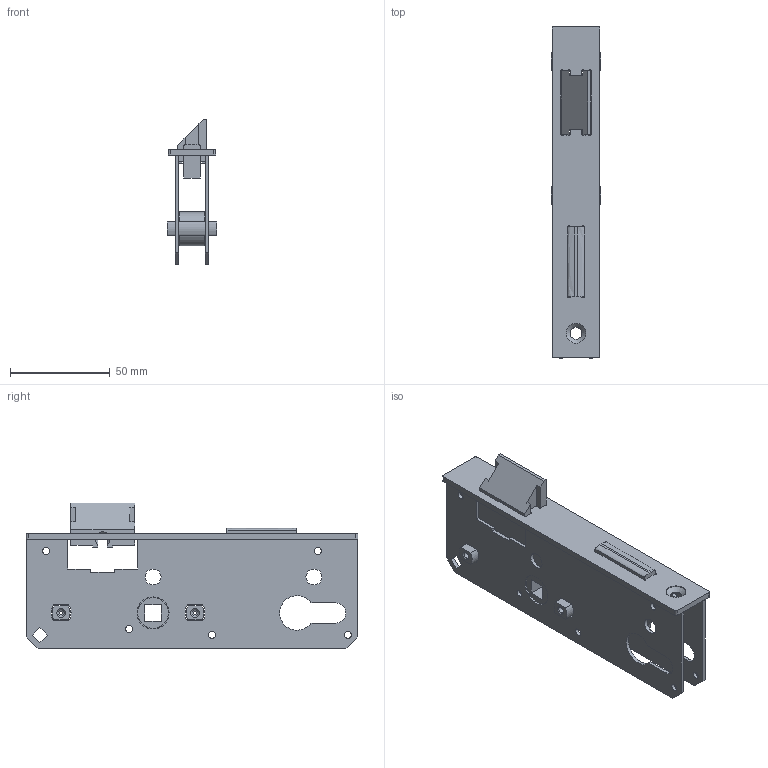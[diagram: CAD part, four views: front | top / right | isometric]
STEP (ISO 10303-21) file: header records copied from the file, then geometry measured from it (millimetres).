
FILE_DESCRIPTION (( 'STEP AP203' ), '1' );
FILE_NAME ('59100-S.step', '2023-12-04T15:45:30', ( '' ), ( '' ), 'SwSTEP 2.0', 'SolidWorks 2018', '' );
FILE_SCHEMA (( 'CONFIG_CONTROL_DESIGN' ));
Length unit declared in the file: millimetre
Products named in the file (5): Schlosskasten Teil4 Konfig_59XXX-240 Teil4; 59100-S; Schlosskasten Teil2 Konfig_59100-240 Teil2; Schlosskasten Teil5 Konfig_59XXX-240 Teil5; Schlosskasten Teil3 Konfig_59XXX-240 Teil3
Assembly tree (4 placements, depth 2):
  59100-S
    Schlosskasten Teil2 Konfig_59100-240 Teil2
    Schlosskasten Teil3 Konfig_59XXX-240 Teil3
    Schlosskasten Teil4 Konfig_59XXX-240 Teil4
    Schlosskasten Teil5 Konfig_59XXX-240 Teil5
Bounding box: 25 x 166 x 73 mm (x, y, z)
Volume: 51005.2 mm3; surface area: 50332.7 mm2
Topology: 8 solids, 8 shells, 450 faces, 1240 edges, 830 vertices
Faces by surface type: plane 248, bspline 120, cylinder 71, cone 11
Full cylindrical faces by diameter (mm): 3.3 x4, 3.5 x10, 6 x1, 8 x4, 10 x1, 15.5 x2, 16 x2, 17 x1
Entity records: 20415 total; most frequent: CARTESIAN_POINT 9281, ORIENTED_EDGE 2368, DIRECTION 1760, EDGE_CURVE 1184, VERTEX_POINT 808, VECTOR 786, LINE 786, EDGE_LOOP 568
